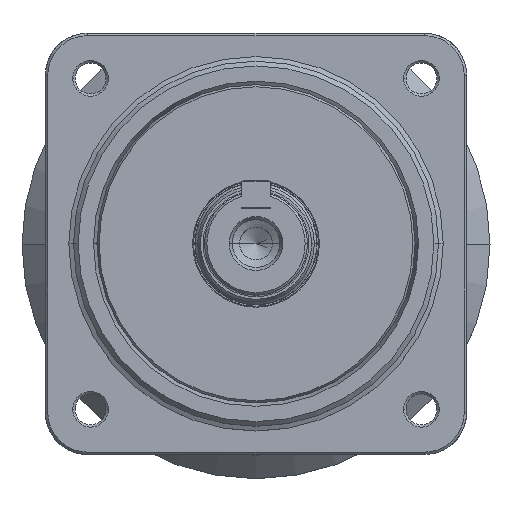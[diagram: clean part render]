
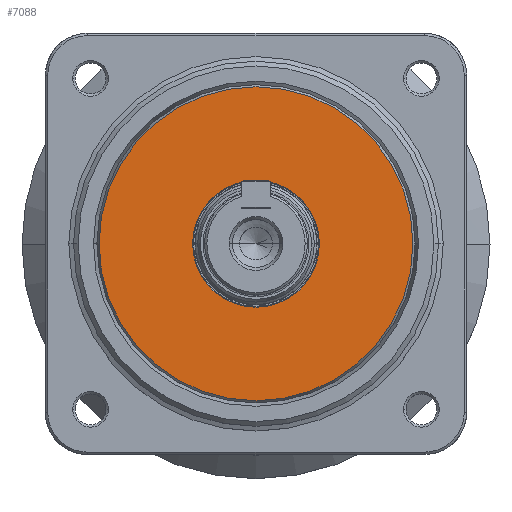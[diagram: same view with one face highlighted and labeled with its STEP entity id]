
A CAD part, top view. The second image highlights one B-rep face of the part: STEP entity #7088.
In plain terms, the highlighted planar face has unit normal (0, 0, 1).
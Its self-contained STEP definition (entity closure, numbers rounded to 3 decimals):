
#1222 = FACE_BOUND ( 'NONE', #17051, .T. ) ;
#1237 = AXIS2_PLACEMENT_3D ( 'NONE', #8336, #22144, #8676 ) ;
#2413 = CARTESIAN_POINT ( 'NONE',  ( 33.538, 0., 11. ) ) ;
#2939 = DIRECTION ( 'NONE',  ( 1., 0., 0. ) ) ;
#3570 = CARTESIAN_POINT ( 'NONE',  ( 0., 0., 11. ) ) ;
#4217 = CARTESIAN_POINT ( 'NONE',  ( 0., 0., 11. ) ) ;
#5387 = ORIENTED_EDGE ( 'NONE', *, *, #16439, .T. ) ;
#5885 = VERTEX_POINT ( 'NONE', #2413 ) ;
#7004 = CIRCLE ( 'NONE', #19600, 13.553 ) ;
#7088 = ADVANCED_FACE ( 'NONE', ( #1222, #8085 ), #15380, .T. ) ;
#7171 = DIRECTION ( 'NONE',  ( 1., 0., 0. ) ) ;
#8085 = FACE_OUTER_BOUND ( 'NONE', #20876, .T. ) ;
#8336 = CARTESIAN_POINT ( 'NONE',  ( 0., 0., 11. ) ) ;
#8368 = CIRCLE ( 'NONE', #21005, 13.553 ) ;
#8663 = ORIENTED_EDGE ( 'NONE', *, *, #20774, .T. ) ;
#8676 = DIRECTION ( 'NONE',  ( 1., 0., 0. ) ) ;
#10067 = VERTEX_POINT ( 'NONE', #15416 ) ;
#10443 = DIRECTION ( 'NONE',  ( 0., 0., -1. ) ) ;
#10675 = CARTESIAN_POINT ( 'NONE',  ( 0., 0., 11. ) ) ;
#10919 = CIRCLE ( 'NONE', #1237, 33.538 ) ;
#11354 = AXIS2_PLACEMENT_3D ( 'NONE', #3570, #19231, #7171 ) ;
#11455 = DIRECTION ( 'NONE',  ( 0., 0., -1. ) ) ;
#11516 = CARTESIAN_POINT ( 'NONE',  ( -33.538, 0., 11. ) ) ;
#12123 = DIRECTION ( 'NONE',  ( 1., 0., 0. ) ) ;
#12558 = EDGE_CURVE ( 'NONE', #10067, #20959, #8368, .T. ) ;
#12735 = DIRECTION ( 'NONE',  ( 0., 0., 1. ) ) ;
#12888 = ORIENTED_EDGE ( 'NONE', *, *, #20150, .T. ) ;
#13372 = ORIENTED_EDGE ( 'NONE', *, *, #12558, .T. ) ;
#13622 = CARTESIAN_POINT ( 'NONE',  ( 13.553, 0., 11. ) ) ;
#14936 = VERTEX_POINT ( 'NONE', #11516 ) ;
#14943 = AXIS2_PLACEMENT_3D ( 'NONE', #4217, #12735, #21258 ) ;
#15380 = PLANE ( 'NONE',  #11354 ) ;
#15416 = CARTESIAN_POINT ( 'NONE',  ( -13.553, 0., 11. ) ) ;
#16435 = CARTESIAN_POINT ( 'NONE',  ( 0., 0., 11. ) ) ;
#16439 = EDGE_CURVE ( 'NONE', #20959, #10067, #7004, .T. ) ;
#17051 = EDGE_LOOP ( 'NONE', ( #5387, #13372 ) ) ;
#19231 = DIRECTION ( 'NONE',  ( 0., 0., 1. ) ) ;
#19600 = AXIS2_PLACEMENT_3D ( 'NONE', #10675, #10443, #12123 ) ;
#20150 = EDGE_CURVE ( 'NONE', #5885, #14936, #10919, .T. ) ;
#20748 = CIRCLE ( 'NONE', #14943, 33.538 ) ;
#20774 = EDGE_CURVE ( 'NONE', #14936, #5885, #20748, .T. ) ;
#20876 = EDGE_LOOP ( 'NONE', ( #8663, #12888 ) ) ;
#20959 = VERTEX_POINT ( 'NONE', #13622 ) ;
#21005 = AXIS2_PLACEMENT_3D ( 'NONE', #16435, #11455, #2939 ) ;
#21258 = DIRECTION ( 'NONE',  ( 1., 0., 0. ) ) ;
#22144 = DIRECTION ( 'NONE',  ( 0., 0., 1. ) ) ;
